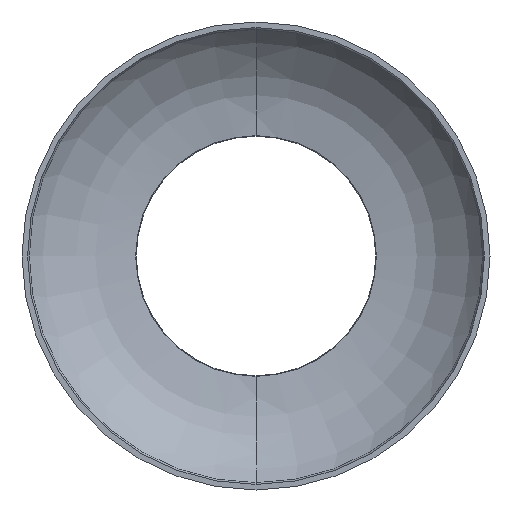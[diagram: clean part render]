
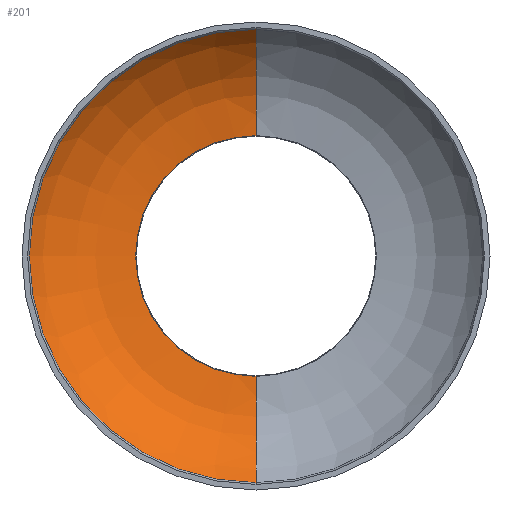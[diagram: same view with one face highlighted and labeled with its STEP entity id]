
A CAD part, front view. The second image highlights one B-rep face of the part: STEP entity #201.
In plain terms, the highlighted toroidal (fillet/blend) face has major radius 25.7 mm and minor radius 28.398 mm.
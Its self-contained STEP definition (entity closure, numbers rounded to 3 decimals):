
#6 = EDGE_CURVE ( 'NONE', #128, #159, #490, .T. ) ;
#12 = DIRECTION ( 'NONE',  ( -1., 0., 0. ) ) ;
#27 = VERTEX_POINT ( 'NONE', #417 ) ;
#52 = EDGE_CURVE ( 'NONE', #106, #159, #114, .T. ) ;
#56 = CARTESIAN_POINT ( 'NONE',  ( 0., -8.898, -25.7 ) ) ;
#60 = CARTESIAN_POINT ( 'NONE',  ( 0., -8.898, 25.7 ) ) ;
#61 = DIRECTION ( 'NONE',  ( 0., -1., 0. ) ) ;
#72 = CIRCLE ( 'NONE', #319, 28.398 ) ;
#76 = EDGE_CURVE ( 'NONE', #106, #27, #183, .T. ) ;
#81 = DIRECTION ( 'NONE',  ( 0., -1., 0. ) ) ;
#97 = DIRECTION ( 'NONE',  ( 1., 0., 0. ) ) ;
#106 = VERTEX_POINT ( 'NONE', #390 ) ;
#114 = CIRCLE ( 'NONE', #497, 28.398 ) ;
#115 = ORIENTED_EDGE ( 'NONE', *, *, #76, .F. ) ;
#118 = AXIS2_PLACEMENT_3D ( 'NONE', #362, #61, #388 ) ;
#119 = CARTESIAN_POINT ( 'NONE',  ( 0., -8.898, 0. ) ) ;
#128 = VERTEX_POINT ( 'NONE', #200 ) ;
#136 = ORIENTED_EDGE ( 'NONE', *, *, #52, .T. ) ;
#159 = VERTEX_POINT ( 'NONE', #175 ) ;
#175 = CARTESIAN_POINT ( 'NONE',  ( 0., 8.11, 48.441 ) ) ;
#183 = CIRCLE ( 'NONE', #118, 25.7 ) ;
#189 = TOROIDAL_SURFACE ( 'NONE', #249, 25.7, 28.398 ) ;
#190 = CARTESIAN_POINT ( 'NONE',  ( 0., 8.11, 0. ) ) ;
#200 = CARTESIAN_POINT ( 'NONE',  ( 0., 8.11, -48.441 ) ) ;
#201 = ADVANCED_FACE ( 'NONE', ( #405 ), #189, .F. ) ;
#206 = AXIS2_PLACEMENT_3D ( 'NONE', #190, #296, #371 ) ;
#249 = AXIS2_PLACEMENT_3D ( 'NONE', #119, #81, #341 ) ;
#296 = DIRECTION ( 'NONE',  ( 0., 1., 0. ) ) ;
#319 = AXIS2_PLACEMENT_3D ( 'NONE', #56, #12, #400 ) ;
#321 = DIRECTION ( 'NONE',  ( 0., 0., -1. ) ) ;
#341 = DIRECTION ( 'NONE',  ( 0., 0., -1. ) ) ;
#362 = CARTESIAN_POINT ( 'NONE',  ( 0., 19.5, 0. ) ) ;
#367 = ORIENTED_EDGE ( 'NONE', *, *, #418, .F. ) ;
#371 = DIRECTION ( 'NONE',  ( 0., 0., -1. ) ) ;
#372 = EDGE_LOOP ( 'NONE', ( #115, #136, #385, #367 ) ) ;
#385 = ORIENTED_EDGE ( 'NONE', *, *, #6, .F. ) ;
#388 = DIRECTION ( 'NONE',  ( 0., 0., -1. ) ) ;
#390 = CARTESIAN_POINT ( 'NONE',  ( 0., 19.5, 25.7 ) ) ;
#400 = DIRECTION ( 'NONE',  ( 0., 0., 1. ) ) ;
#405 = FACE_OUTER_BOUND ( 'NONE', #372, .T. ) ;
#417 = CARTESIAN_POINT ( 'NONE',  ( 0., 19.5, -25.7 ) ) ;
#418 = EDGE_CURVE ( 'NONE', #27, #128, #72, .T. ) ;
#490 = CIRCLE ( 'NONE', #206, 48.441 ) ;
#497 = AXIS2_PLACEMENT_3D ( 'NONE', #60, #97, #321 ) ;
